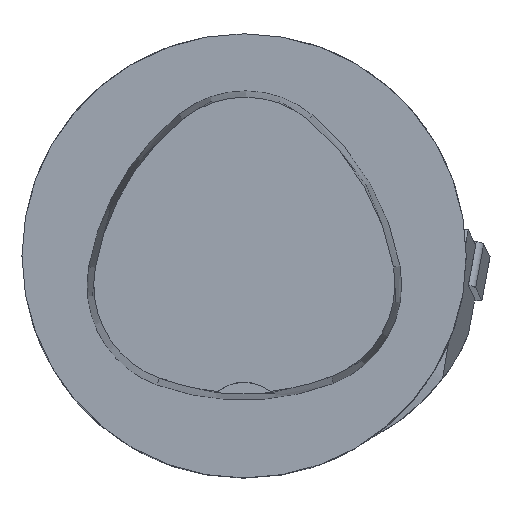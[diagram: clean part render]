
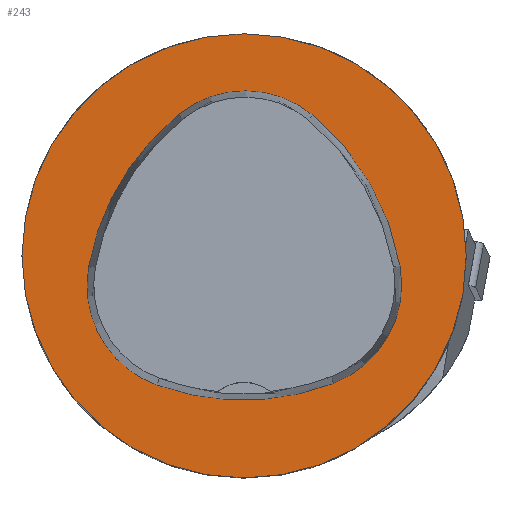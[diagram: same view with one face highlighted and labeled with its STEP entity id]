
A CAD part, top view. The second image highlights one B-rep face of the part: STEP entity #243.
In plain terms, the highlighted planar face has unit normal (0, 0, 1).
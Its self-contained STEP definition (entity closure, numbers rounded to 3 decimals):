
#243=ADVANCED_FACE('',(#491,#492),#298,.T.);
#298=PLANE('',#1421);
#491=FACE_BOUND('',#544,.T.);
#492=FACE_BOUND('',#545,.T.);
#544=EDGE_LOOP('',(#781,#782,#783,#784,#785,#786));
#545=EDGE_LOOP('',(#787));
#781=ORIENTED_EDGE('',*,*,#1166,.T.);
#782=ORIENTED_EDGE('',*,*,#1146,.T.);
#783=ORIENTED_EDGE('',*,*,#1150,.T.);
#784=ORIENTED_EDGE('',*,*,#1153,.T.);
#785=ORIENTED_EDGE('',*,*,#1156,.T.);
#786=ORIENTED_EDGE('',*,*,#1164,.T.);
#787=ORIENTED_EDGE('',*,*,#1137,.F.);
#1001=VERTEX_POINT('',#2185);
#1010=VERTEX_POINT('',#2204);
#1011=VERTEX_POINT('',#2205);
#1014=VERTEX_POINT('',#2213);
#1016=VERTEX_POINT('',#2219);
#1018=VERTEX_POINT('',#2225);
#1025=VERTEX_POINT('',#2246);
#1137=EDGE_CURVE('',#1001,#1001,#1221,.T.);
#1146=EDGE_CURVE('',#1010,#1011,#1222,.T.);
#1150=EDGE_CURVE('',#1011,#1014,#1224,.T.);
#1153=EDGE_CURVE('',#1014,#1016,#1226,.T.);
#1156=EDGE_CURVE('',#1016,#1018,#1228,.T.);
#1164=EDGE_CURVE('',#1018,#1025,#1232,.T.);
#1166=EDGE_CURVE('',#1025,#1010,#1234,.T.);
#1221=CIRCLE('',#1393,31.5);
#1222=CIRCLE('',#1399,36.);
#1224=CIRCLE('',#1402,15.);
#1226=CIRCLE('',#1405,36.);
#1228=CIRCLE('',#1408,15.);
#1232=CIRCLE('',#1413,36.);
#1234=CIRCLE('',#1416,15.);
#1393=AXIS2_PLACEMENT_3D('',#2184,#1666,#1667);
#1399=AXIS2_PLACEMENT_3D('',#2203,#1682,#1683);
#1402=AXIS2_PLACEMENT_3D('',#2212,#1690,#1691);
#1405=AXIS2_PLACEMENT_3D('',#2218,#1697,#1698);
#1408=AXIS2_PLACEMENT_3D('',#2224,#1704,#1705);
#1413=AXIS2_PLACEMENT_3D('',#2247,#1716,#1717);
#1416=AXIS2_PLACEMENT_3D('',#2250,#1722,#1723);
#1421=AXIS2_PLACEMENT_3D('',#2255,#1732,#1733);
#1666=DIRECTION('',(0.,0.,-1.));
#1667=DIRECTION('',(-1.,0.,0.));
#1682=DIRECTION('',(0.,0.,-1.));
#1683=DIRECTION('',(-1.,0.,0.));
#1690=DIRECTION('',(0.,0.,-1.));
#1691=DIRECTION('',(-1.,0.,0.));
#1697=DIRECTION('',(0.,0.,-1.));
#1698=DIRECTION('',(-1.,0.,0.));
#1704=DIRECTION('',(0.,0.,-1.));
#1705=DIRECTION('',(-1.,0.,0.));
#1716=DIRECTION('',(0.,0.,-1.));
#1717=DIRECTION('',(-1.,0.,0.));
#1722=DIRECTION('',(0.,0.,-1.));
#1723=DIRECTION('',(-1.,0.,0.));
#1732=DIRECTION('',(0.,0.,1.));
#1733=DIRECTION('',(1.,0.,0.));
#2184=CARTESIAN_POINT('',(0.,0.,0.));
#2185=CARTESIAN_POINT('',(-31.5,0.,0.));
#2203=CARTESIAN_POINT('',(13.398,-7.893,0.));
#2204=CARTESIAN_POINT('',(-22.041,-1.562,0.));
#2205=CARTESIAN_POINT('',(-9.317,20.036,0.));
#2212=CARTESIAN_POINT('',(0.148,8.399,0.));
#2213=CARTESIAN_POINT('',(9.779,19.898,0.));
#2218=CARTESIAN_POINT('',(-13.337,-7.7,0.));
#2219=CARTESIAN_POINT('',(22.122,-1.48,0.));
#2224=CARTESIAN_POINT('',(7.347,-4.071,0.));
#2225=CARTESIAN_POINT('',(12.693,-18.087,0.));
#2246=CARTESIAN_POINT('',(-12.373,-18.307,0.));
#2247=CARTESIAN_POINT('',(-0.137,15.55,0.));
#2250=CARTESIAN_POINT('',(-7.275,-4.2,0.));
#2255=CARTESIAN_POINT('',(0.,0.,0.));
